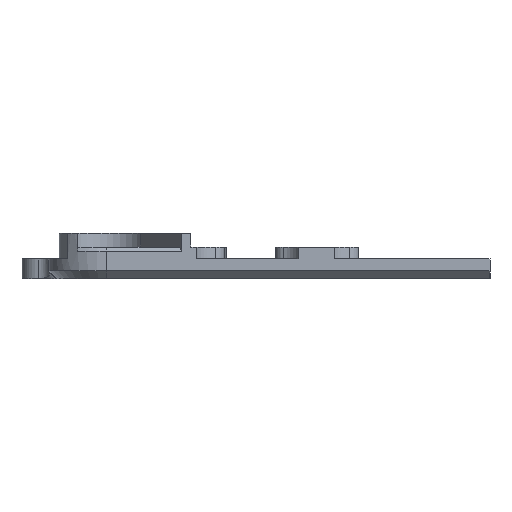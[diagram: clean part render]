
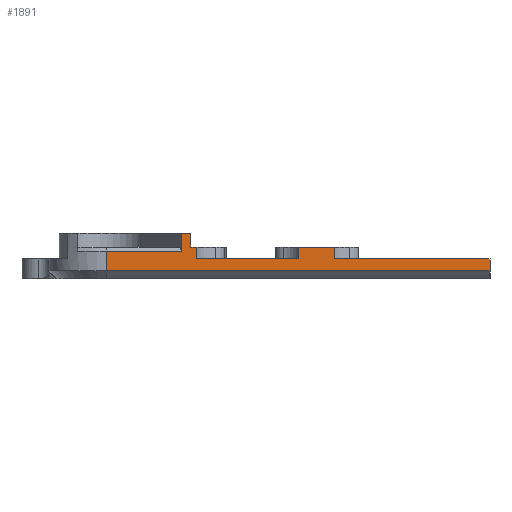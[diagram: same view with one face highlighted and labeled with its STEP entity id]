
A CAD part, front view. The second image highlights one B-rep face of the part: STEP entity #1891.
In plain terms, the highlighted planar face has unit normal (0, -1, 0).
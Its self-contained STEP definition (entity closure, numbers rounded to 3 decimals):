
#39 = VECTOR ( 'NONE', #2191, 1000. ) ;
#80 = LINE ( 'NONE', #1802, #2356 ) ;
#92 = CARTESIAN_POINT ( 'NONE',  ( 0., -13., 2. ) ) ;
#93 = VECTOR ( 'NONE', #1532, 1000. ) ;
#105 = VECTOR ( 'NONE', #1190, 1000. ) ;
#135 = FACE_OUTER_BOUND ( 'NONE', #1150, .T. ) ;
#146 = CARTESIAN_POINT ( 'NONE',  ( 48.418, -13., 0. ) ) ;
#178 = CARTESIAN_POINT ( 'NONE',  ( 48.418, -13., 3. ) ) ;
#204 = AXIS2_PLACEMENT_3D ( 'NONE', #1373, #1615, #850 ) ;
#236 = DIRECTION ( 'NONE',  ( 0., 0., -1. ) ) ;
#240 = CARTESIAN_POINT ( 'NONE',  ( 97., -13., -5. ) ) ;
#276 = ORIENTED_EDGE ( 'NONE', *, *, #2122, .T. ) ;
#284 = LINE ( 'NONE', #520, #1397 ) ;
#327 = CARTESIAN_POINT ( 'NONE',  ( 18.995, -13., 2. ) ) ;
#376 = CARTESIAN_POINT ( 'NONE',  ( 22.708, -13., 3. ) ) ;
#428 = DIRECTION ( 'NONE',  ( 0., 0., -1. ) ) ;
#438 = CARTESIAN_POINT ( 'NONE',  ( 21.304, -13., 3. ) ) ;
#477 = CARTESIAN_POINT ( 'NONE',  ( 0., -13., 0. ) ) ;
#520 = CARTESIAN_POINT ( 'NONE',  ( 0., -13., -3. ) ) ;
#547 = ORIENTED_EDGE ( 'NONE', *, *, #2873, .F. ) ;
#609 = LINE ( 'NONE', #1581, #1603 ) ;
#615 = LINE ( 'NONE', #1724, #105 ) ;
#647 = LINE ( 'NONE', #1613, #1787 ) ;
#684 = VERTEX_POINT ( 'NONE', #2315 ) ;
#701 = VERTEX_POINT ( 'NONE', #327 ) ;
#759 = CARTESIAN_POINT ( 'NONE',  ( 18.995, -13., 6.5 ) ) ;
#810 = VERTEX_POINT ( 'NONE', #1698 ) ;
#816 = EDGE_CURVE ( 'NONE', #2105, #2050, #1145, .T. ) ;
#850 = DIRECTION ( 'NONE',  ( 1., 0., 0. ) ) ;
#862 = EDGE_CURVE ( 'NONE', #2105, #810, #1498, .T. ) ;
#951 = CARTESIAN_POINT ( 'NONE',  ( 57.68, -13., 0. ) ) ;
#1024 = EDGE_CURVE ( 'NONE', #2830, #1567, #2757, .T. ) ;
#1142 = ORIENTED_EDGE ( 'NONE', *, *, #862, .F. ) ;
#1145 = LINE ( 'NONE', #3098, #3176 ) ;
#1150 = EDGE_LOOP ( 'NONE', ( #547, #2765, #1747, #1810, #2218, #1142, #2529, #1954, #1783, #1480, #1993, #1529, #276, #1843 ) ) ;
#1159 = CARTESIAN_POINT ( 'NONE',  ( 0., -13., -3. ) ) ;
#1161 = DIRECTION ( 'NONE',  ( 0., 0., -1. ) ) ;
#1190 = DIRECTION ( 'NONE',  ( 0., 0., -1. ) ) ;
#1219 = LINE ( 'NONE', #477, #1997 ) ;
#1251 = EDGE_CURVE ( 'NONE', #684, #2151, #1275, .T. ) ;
#1275 = LINE ( 'NONE', #240, #39 ) ;
#1308 = DIRECTION ( 'NONE',  ( -1., 0., 0. ) ) ;
#1310 = CARTESIAN_POINT ( 'NONE',  ( 22.708, -13., 3. ) ) ;
#1320 = LINE ( 'NONE', #2851, #1937 ) ;
#1323 = DIRECTION ( 'NONE',  ( 1., 0., 0. ) ) ;
#1332 = EDGE_CURVE ( 'NONE', #1567, #2050, #1320, .T. ) ;
#1373 = CARTESIAN_POINT ( 'NONE',  ( 0., -13., -5. ) ) ;
#1397 = VECTOR ( 'NONE', #2494, 1000. ) ;
#1404 = CARTESIAN_POINT ( 'NONE',  ( 0., -13., 2. ) ) ;
#1480 = ORIENTED_EDGE ( 'NONE', *, *, #2747, .F. ) ;
#1490 = VECTOR ( 'NONE', #428, 1000. ) ;
#1498 = LINE ( 'NONE', #2437, #2803 ) ;
#1529 = ORIENTED_EDGE ( 'NONE', *, *, #2632, .T. ) ;
#1532 = DIRECTION ( 'NONE',  ( 0., 0., -1. ) ) ;
#1546 = DIRECTION ( 'NONE',  ( 1., 0., 0. ) ) ;
#1567 = VERTEX_POINT ( 'NONE', #2508 ) ;
#1568 = LINE ( 'NONE', #2534, #1653 ) ;
#1581 = CARTESIAN_POINT ( 'NONE',  ( 0., -13., -5. ) ) ;
#1586 = LINE ( 'NONE', #3079, #1490 ) ;
#1603 = VECTOR ( 'NONE', #2828, 1000. ) ;
#1613 = CARTESIAN_POINT ( 'NONE',  ( 18.995, -13., 6.5 ) ) ;
#1615 = DIRECTION ( 'NONE',  ( 0., -1., 0. ) ) ;
#1653 = VECTOR ( 'NONE', #1323, 1000. ) ;
#1698 = CARTESIAN_POINT ( 'NONE',  ( 57.68, -13., 3. ) ) ;
#1724 = CARTESIAN_POINT ( 'NONE',  ( 57.68, -13., 3. ) ) ;
#1747 = ORIENTED_EDGE ( 'NONE', *, *, #1251, .T. ) ;
#1775 = CARTESIAN_POINT ( 'NONE',  ( 21.304, -13., 6.5 ) ) ;
#1783 = ORIENTED_EDGE ( 'NONE', *, *, #1024, .F. ) ;
#1787 = VECTOR ( 'NONE', #236, 1000. ) ;
#1802 = CARTESIAN_POINT ( 'NONE',  ( 0., -13., 6.5 ) ) ;
#1810 = ORIENTED_EDGE ( 'NONE', *, *, #2610, .F. ) ;
#1843 = ORIENTED_EDGE ( 'NONE', *, *, #2083, .T. ) ;
#1891 = ADVANCED_FACE ( 'NONE', ( #135 ), #2059, .T. ) ;
#1937 = VECTOR ( 'NONE', #1546, 1000. ) ;
#1944 = VERTEX_POINT ( 'NONE', #759 ) ;
#1954 = ORIENTED_EDGE ( 'NONE', *, *, #1332, .F. ) ;
#1993 = ORIENTED_EDGE ( 'NONE', *, *, #2459, .F. ) ;
#1997 = VECTOR ( 'NONE', #2177, 1000. ) ;
#2005 = VERTEX_POINT ( 'NONE', #951 ) ;
#2050 = VERTEX_POINT ( 'NONE', #146 ) ;
#2059 = PLANE ( 'NONE',  #204 ) ;
#2083 = EDGE_CURVE ( 'NONE', #701, #2319, #3155, .T. ) ;
#2105 = VERTEX_POINT ( 'NONE', #178 ) ;
#2122 = EDGE_CURVE ( 'NONE', #1944, #701, #647, .T. ) ;
#2151 = VERTEX_POINT ( 'NONE', #2430 ) ;
#2177 = DIRECTION ( 'NONE',  ( 1., 0., 0. ) ) ;
#2179 = DIRECTION ( 'NONE',  ( 1., 0., 0. ) ) ;
#2191 = DIRECTION ( 'NONE',  ( 0., 0., 1. ) ) ;
#2218 = ORIENTED_EDGE ( 'NONE', *, *, #2514, .F. ) ;
#2315 = CARTESIAN_POINT ( 'NONE',  ( 97., -13., -3. ) ) ;
#2319 = VERTEX_POINT ( 'NONE', #92 ) ;
#2356 = VECTOR ( 'NONE', #1308, 1000. ) ;
#2430 = CARTESIAN_POINT ( 'NONE',  ( 97., -13., 0. ) ) ;
#2437 = CARTESIAN_POINT ( 'NONE',  ( 0., -13., 3. ) ) ;
#2459 = EDGE_CURVE ( 'NONE', #3021, #2905, #1586, .T. ) ;
#2482 = VERTEX_POINT ( 'NONE', #1159 ) ;
#2494 = DIRECTION ( 'NONE',  ( 1., 0., 0. ) ) ;
#2508 = CARTESIAN_POINT ( 'NONE',  ( 22.708, -13., 0. ) ) ;
#2514 = EDGE_CURVE ( 'NONE', #810, #2005, #615, .T. ) ;
#2529 = ORIENTED_EDGE ( 'NONE', *, *, #816, .T. ) ;
#2534 = CARTESIAN_POINT ( 'NONE',  ( 0., -13., 3. ) ) ;
#2581 = DIRECTION ( 'NONE',  ( -1., 0., 0. ) ) ;
#2610 = EDGE_CURVE ( 'NONE', #2005, #2151, #1219, .T. ) ;
#2632 = EDGE_CURVE ( 'NONE', #3021, #1944, #80, .T. ) ;
#2708 = VECTOR ( 'NONE', #2581, 1000. ) ;
#2747 = EDGE_CURVE ( 'NONE', #2905, #2830, #1568, .T. ) ;
#2757 = LINE ( 'NONE', #1310, #93 ) ;
#2765 = ORIENTED_EDGE ( 'NONE', *, *, #3076, .T. ) ;
#2803 = VECTOR ( 'NONE', #2179, 1000. ) ;
#2828 = DIRECTION ( 'NONE',  ( 0., 0., 1. ) ) ;
#2830 = VERTEX_POINT ( 'NONE', #376 ) ;
#2851 = CARTESIAN_POINT ( 'NONE',  ( 0., -13., 0. ) ) ;
#2873 = EDGE_CURVE ( 'NONE', #2482, #2319, #609, .T. ) ;
#2905 = VERTEX_POINT ( 'NONE', #438 ) ;
#3021 = VERTEX_POINT ( 'NONE', #1775 ) ;
#3076 = EDGE_CURVE ( 'NONE', #2482, #684, #284, .T. ) ;
#3079 = CARTESIAN_POINT ( 'NONE',  ( 21.304, -13., 6.5 ) ) ;
#3098 = CARTESIAN_POINT ( 'NONE',  ( 48.418, -13., 3. ) ) ;
#3155 = LINE ( 'NONE', #1404, #2708 ) ;
#3176 = VECTOR ( 'NONE', #1161, 1000. ) ;
